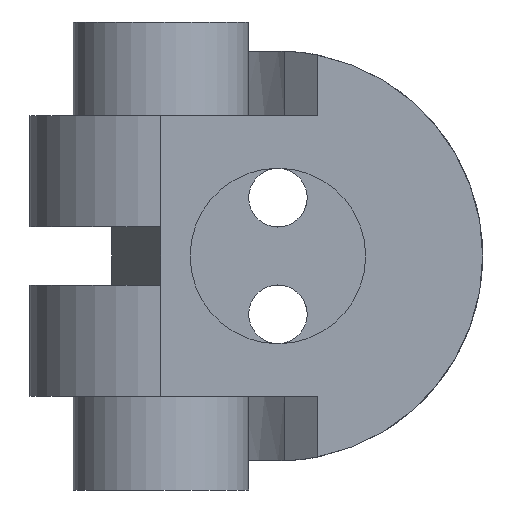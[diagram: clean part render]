
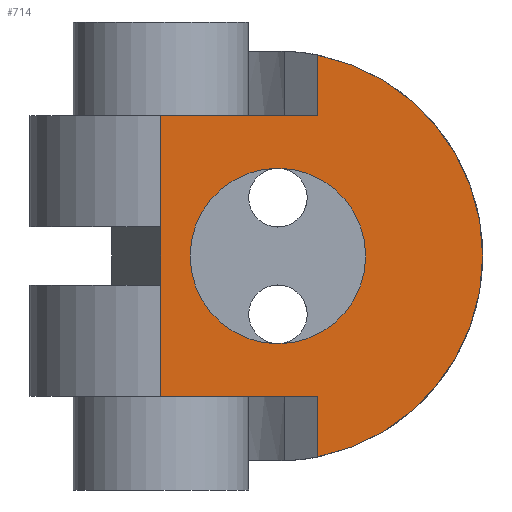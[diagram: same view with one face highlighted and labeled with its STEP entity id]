
A CAD part, front view. The second image highlights one B-rep face of the part: STEP entity #714.
In plain terms, the highlighted planar face has unit normal (0, -1, 0).
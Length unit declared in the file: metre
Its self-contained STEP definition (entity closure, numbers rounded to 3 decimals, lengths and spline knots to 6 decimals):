
#34=PLANE('',#797);
#73=LINE('',#1092,#120);
#76=LINE('',#1104,#123);
#82=LINE('',#1131,#129);
#85=LINE('',#1153,#132);
#94=LINE('',#1201,#141);
#95=LINE('',#1203,#142);
#96=LINE('',#1205,#143);
#120=VECTOR('',#863,1.);
#123=VECTOR('',#874,1.);
#129=VECTOR('',#902,1.);
#132=VECTOR('',#927,1.);
#141=VECTOR('',#970,1.);
#142=VECTOR('',#971,1.);
#143=VECTOR('',#972,1.);
#260=ORIENTED_EDGE('',*,*,#391,.T.);
#261=ORIENTED_EDGE('',*,*,#370,.T.);
#262=ORIENTED_EDGE('',*,*,#376,.F.);
#263=ORIENTED_EDGE('',*,*,#390,.T.);
#264=ORIENTED_EDGE('',*,*,#399,.T.);
#265=ORIENTED_EDGE('',*,*,#418,.F.);
#266=ORIENTED_EDGE('',*,*,#419,.T.);
#267=ORIENTED_EDGE('',*,*,#420,.F.);
#268=ORIENTED_EDGE('',*,*,#353,.T.);
#353=EDGE_CURVE('',#451,#450,#514,.T.);
#370=EDGE_CURVE('',#450,#465,#73,.T.);
#376=EDGE_CURVE('',#469,#465,#76,.T.);
#390=EDGE_CURVE('',#469,#479,#82,.T.);
#391=EDGE_CURVE('',#480,#480,#527,.T.);
#399=EDGE_CURVE('',#479,#487,#85,.T.);
#418=EDGE_CURVE('',#502,#487,#94,.T.);
#419=EDGE_CURVE('',#502,#503,#95,.T.);
#420=EDGE_CURVE('',#451,#503,#96,.T.);
#450=VERTEX_POINT('',#1052);
#451=VERTEX_POINT('',#1054);
#465=VERTEX_POINT('',#1093);
#469=VERTEX_POINT('',#1103);
#479=VERTEX_POINT('',#1128);
#480=VERTEX_POINT('',#1134);
#487=VERTEX_POINT('',#1152);
#502=VERTEX_POINT('',#1202);
#503=VERTEX_POINT('',#1204);
#514=CIRCLE('',#749,0.007);
#527=CIRCLE('',#771,0.003);
#587=EDGE_LOOP('',(#260));
#588=EDGE_LOOP('',(#261,#262,#263,#264,#265,#266,#267,#268));
#652=FACE_BOUND('',#587,.T.);
#653=FACE_BOUND('',#588,.T.);
#714=ADVANCED_FACE('',(#652,#653),#34,.T.);
#749=AXIS2_PLACEMENT_3D('',#1053,#838,#839);
#771=AXIS2_PLACEMENT_3D('',#1133,#905,#906);
#797=AXIS2_PLACEMENT_3D('',#1200,#968,#969);
#838=DIRECTION('',(0.,-1.,0.));
#839=DIRECTION('',(1.,0.,0.));
#863=DIRECTION('',(0.,0.,-1.));
#874=DIRECTION('',(1.,0.,0.));
#902=DIRECTION('',(0.,0.,-1.));
#905=DIRECTION('',(0.,1.,0.));
#906=DIRECTION('',(1.,0.,0.));
#927=DIRECTION('',(0.,0.,-1.));
#968=DIRECTION('',(0.,-1.,0.));
#969=DIRECTION('',(1.,0.,0.));
#970=DIRECTION('',(0.,0.,1.));
#971=DIRECTION('',(1.,0.,0.));
#972=DIRECTION('',(0.,0.,1.));
#1052=CARTESIAN_POINT('',(0.005363,-0.0045,0.006866));
#1053=CARTESIAN_POINT('',(0.004,-0.0045,0.));
#1054=CARTESIAN_POINT('',(0.005363,-0.0045,-0.006866));
#1092=CARTESIAN_POINT('',(0.005363,-0.0045,0.0048));
#1093=CARTESIAN_POINT('',(0.005363,-0.0045,0.0048));
#1103=CARTESIAN_POINT('',(0.,-0.0045,0.0048));
#1104=CARTESIAN_POINT('',(0.,-0.0045,0.0048));
#1128=CARTESIAN_POINT('',(0.,-0.0045,0.001));
#1131=CARTESIAN_POINT('',(0.,-0.0045,0.008));
#1133=CARTESIAN_POINT('',(0.004,-0.0045,0.));
#1134=CARTESIAN_POINT('',(0.007,-0.0045,0.));
#1152=CARTESIAN_POINT('',(0.,-0.0045,-0.001));
#1153=CARTESIAN_POINT('',(0.,-0.0045,0.001));
#1200=CARTESIAN_POINT('',(0.004,-0.0045,0.));
#1201=CARTESIAN_POINT('',(0.,-0.0045,-0.008));
#1202=CARTESIAN_POINT('',(0.,-0.0045,-0.0048));
#1203=CARTESIAN_POINT('',(0.,-0.0045,-0.0048));
#1204=CARTESIAN_POINT('',(0.005363,-0.0045,-0.0048));
#1205=CARTESIAN_POINT('',(0.005363,-0.0045,-0.0048));
